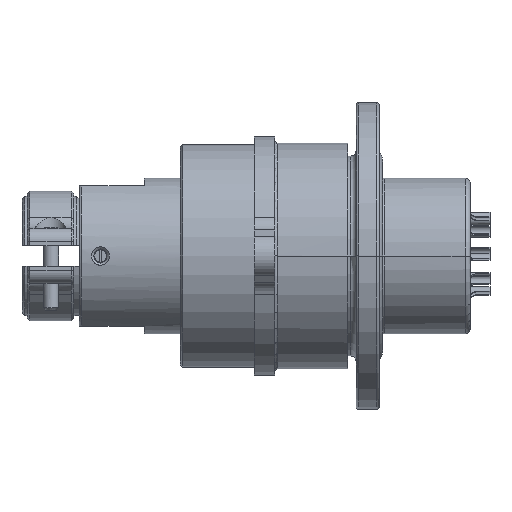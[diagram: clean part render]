
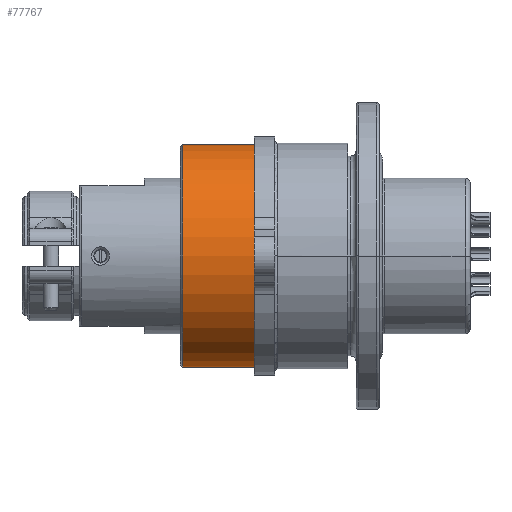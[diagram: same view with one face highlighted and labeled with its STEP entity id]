
A CAD part, left-side view. The second image highlights one B-rep face of the part: STEP entity #77767.
In plain terms, the highlighted cylindrical face has radius 21.5 mm (diameter 43 mm), a partial arc.
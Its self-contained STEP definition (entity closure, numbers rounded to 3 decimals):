
#41992=CARTESIAN_POINT('',(0.,1.,0.));
#41993=DIRECTION('',(0.,1.,0.));
#41994=DIRECTION('',(-1.,0.,0.));
#41995=AXIS2_PLACEMENT_3D('',#41992,#41993,#41994);
#41997=CARTESIAN_POINT('',(0.,1.,0.));
#41998=DIRECTION('',(0.,1.,0.));
#41999=DIRECTION('',(0.,0.,1.));
#42000=AXIS2_PLACEMENT_3D('',#41997,#41998,#41999);
#42006=DIRECTION('',(0.,1.,0.));
#42007=VECTOR('',#42006,29.1);
#42008=CARTESIAN_POINT('',(-21.5,1.,0.));
#42009=LINE('',#42008,#42007);
#42010=DIRECTION('',(0.,1.,0.));
#42011=VECTOR('',#42010,29.1);
#42012=CARTESIAN_POINT('',(21.5,1.,0.));
#42013=LINE('',#42012,#42011);
#42028=CARTESIAN_POINT('',(0.,30.1,0.));
#42029=DIRECTION('',(0.,-1.,0.));
#42030=DIRECTION('',(1.,0.,0.));
#42031=AXIS2_PLACEMENT_3D('',#42028,#42029,#42030);
#42033=CARTESIAN_POINT('',(0.,30.1,0.));
#42034=DIRECTION('',(0.,-1.,0.));
#42035=DIRECTION('',(0.,0.,1.));
#42036=AXIS2_PLACEMENT_3D('',#42033,#42034,#42035);
#68568=CARTESIAN_POINT('',(21.5,1.,0.));
#68569=VERTEX_POINT('',#68568);
#68571=CARTESIAN_POINT('',(-21.5,1.,0.));
#68573=VERTEX_POINT('',#68571);
#68574=CARTESIAN_POINT('',(0.,1.,21.5));
#68575=VERTEX_POINT('',#68574);
#68576=CARTESIAN_POINT('',(-21.5,30.1,0.));
#68577=VERTEX_POINT('',#68576);
#68578=CARTESIAN_POINT('',(21.5,30.1,0.));
#68579=CARTESIAN_POINT('',(0.,30.1,21.5));
#68580=VERTEX_POINT('',#68578);
#68581=VERTEX_POINT('',#68579);
#77750=CARTESIAN_POINT('',(0.,-1.005,0.));
#77751=DIRECTION('',(0.,1.,0.));
#77752=DIRECTION('',(1.,0.,0.));
#77753=AXIS2_PLACEMENT_3D('',#77750,#77751,#77752);
#77754=CYLINDRICAL_SURFACE('',#77753,21.5);
#77755=ORIENTED_EDGE('',*,*,#77744,.F.);
#77756=ORIENTED_EDGE('',*,*,#77742,.F.);
#77758=ORIENTED_EDGE('',*,*,#77757,.T.);
#77760=ORIENTED_EDGE('',*,*,#77759,.F.);
#77762=ORIENTED_EDGE('',*,*,#77761,.F.);
#77764=ORIENTED_EDGE('',*,*,#77763,.F.);
#77765=EDGE_LOOP('',(#77755,#77756,#77758,#77760,#77762,#77764));
#77766=FACE_OUTER_BOUND('',#77765,.F.);
#77767=ADVANCED_FACE('',(#77766),#77754,.T.);
#41996=CIRCLE('',#41995,21.5);
#42001=CIRCLE('',#42000,21.5);
#42032=CIRCLE('',#42031,21.5);
#42037=CIRCLE('',#42036,21.5);
#77742=EDGE_CURVE('',#68573,#68575,#41996,.T.);
#77744=EDGE_CURVE('',#68575,#68569,#42001,.T.);
#77757=EDGE_CURVE('',#68573,#68577,#42009,.T.);
#77759=EDGE_CURVE('',#68581,#68577,#42037,.T.);
#77761=EDGE_CURVE('',#68580,#68581,#42032,.T.);
#77763=EDGE_CURVE('',#68569,#68580,#42013,.T.);
